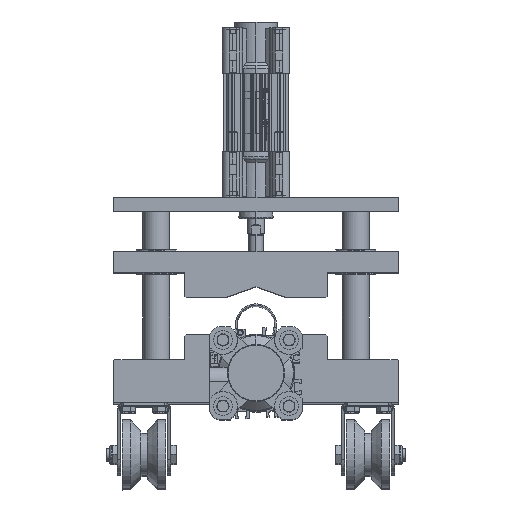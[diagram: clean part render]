
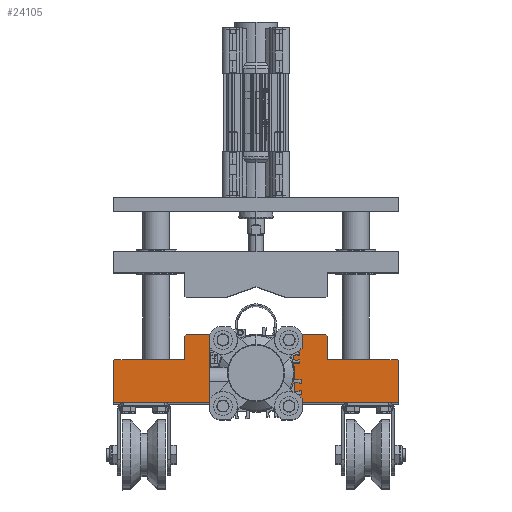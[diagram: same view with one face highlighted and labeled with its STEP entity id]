
A CAD part, top view. The second image highlights one B-rep face of the part: STEP entity #24105.
In plain terms, the highlighted face is planar.
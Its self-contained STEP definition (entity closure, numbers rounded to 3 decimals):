
#632=FACE_BOUND('',#3589,.T.);
#804=PLANE('',#26090);
#2172=FACE_OUTER_BOUND('',#3588,.T.);
#3588=EDGE_LOOP('',(#17025,#17026,#17027,#17028,#17029,#17030,#17031,#17032,
#17033,#17034,#17035,#17036,#17037,#17038,#17039));
#3589=EDGE_LOOP('',(#17040,#17041));
#5120=LINE('',#36501,#7359);
#5126=LINE('',#36512,#7365);
#5140=LINE('',#36542,#7379);
#5144=LINE('',#36548,#7383);
#5145=LINE('',#36552,#7384);
#5149=LINE('',#36558,#7388);
#5150=LINE('',#36566,#7389);
#5153=LINE('',#36570,#7392);
#5158=LINE('',#36594,#7397);
#5159=LINE('',#36597,#7398);
#5161=LINE('',#36601,#7400);
#5163=LINE('',#36605,#7402);
#5165=LINE('',#36608,#7404);
#5166=LINE('',#36611,#7405);
#5168=LINE('',#36614,#7407);
#7359=VECTOR('',#28861,10.);
#7365=VECTOR('',#28869,10.);
#7379=VECTOR('',#28887,10.);
#7383=VECTOR('',#28893,10.);
#7384=VECTOR('',#28896,10.);
#7388=VECTOR('',#28902,10.);
#7389=VECTOR('',#28909,10.);
#7392=VECTOR('',#28914,10.);
#7397=VECTOR('',#28941,10.);
#7398=VECTOR('',#28944,10.);
#7400=VECTOR('',#28948,10.);
#7402=VECTOR('',#28952,10.);
#7404=VECTOR('',#28956,10.);
#7405=VECTOR('',#28959,10.);
#7407=VECTOR('',#28963,10.);
#9568=CIRCLE('',#25970,7.188);
#9569=CIRCLE('',#25971,7.188);
#10769=VERTEX_POINT('',#36211);
#10770=VERTEX_POINT('',#36212);
#10849=VERTEX_POINT('',#36499);
#10850=VERTEX_POINT('',#36500);
#10854=VERTEX_POINT('',#36510);
#10867=VERTEX_POINT('',#36540);
#10868=VERTEX_POINT('',#36541);
#10869=VERTEX_POINT('',#36546);
#10870=VERTEX_POINT('',#36550);
#10871=VERTEX_POINT('',#36551);
#10872=VERTEX_POINT('',#36556);
#10875=VERTEX_POINT('',#36564);
#10876=VERTEX_POINT('',#36565);
#10885=VERTEX_POINT('',#36596);
#10886=VERTEX_POINT('',#36600);
#10887=VERTEX_POINT('',#36604);
#10888=VERTEX_POINT('',#36610);
#13130=EDGE_CURVE('',#10769,#10770,#9568,.T.);
#13131=EDGE_CURVE('',#10770,#10769,#9569,.T.);
#13227=EDGE_CURVE('',#10849,#10850,#5120,.T.);
#13233=EDGE_CURVE('',#10849,#10854,#5126,.T.);
#13247=EDGE_CURVE('',#10867,#10868,#5140,.T.);
#13251=EDGE_CURVE('',#10867,#10869,#5144,.T.);
#13252=EDGE_CURVE('',#10870,#10871,#5145,.T.);
#13256=EDGE_CURVE('',#10870,#10872,#5149,.T.);
#13259=EDGE_CURVE('',#10875,#10876,#5150,.T.);
#13262=EDGE_CURVE('',#10872,#10876,#5153,.T.);
#13273=EDGE_CURVE('',#10869,#10850,#5158,.T.);
#13274=EDGE_CURVE('',#10885,#10868,#5159,.T.);
#13276=EDGE_CURVE('',#10886,#10885,#5161,.T.);
#13278=EDGE_CURVE('',#10887,#10886,#5163,.T.);
#13280=EDGE_CURVE('',#10875,#10887,#5165,.T.);
#13281=EDGE_CURVE('',#10888,#10871,#5166,.T.);
#13283=EDGE_CURVE('',#10854,#10888,#5168,.T.);
#17025=ORIENTED_EDGE('',*,*,#13227,.F.);
#17026=ORIENTED_EDGE('',*,*,#13233,.T.);
#17027=ORIENTED_EDGE('',*,*,#13283,.T.);
#17028=ORIENTED_EDGE('',*,*,#13281,.T.);
#17029=ORIENTED_EDGE('',*,*,#13252,.F.);
#17030=ORIENTED_EDGE('',*,*,#13256,.T.);
#17031=ORIENTED_EDGE('',*,*,#13262,.T.);
#17032=ORIENTED_EDGE('',*,*,#13259,.F.);
#17033=ORIENTED_EDGE('',*,*,#13280,.T.);
#17034=ORIENTED_EDGE('',*,*,#13278,.T.);
#17035=ORIENTED_EDGE('',*,*,#13276,.T.);
#17036=ORIENTED_EDGE('',*,*,#13274,.T.);
#17037=ORIENTED_EDGE('',*,*,#13247,.F.);
#17038=ORIENTED_EDGE('',*,*,#13251,.T.);
#17039=ORIENTED_EDGE('',*,*,#13273,.T.);
#17040=ORIENTED_EDGE('',*,*,#13130,.T.);
#17041=ORIENTED_EDGE('',*,*,#13131,.T.);
#24105=ADVANCED_FACE('',(#2172,#632),#804,.T.);
#25970=AXIS2_PLACEMENT_3D('',#36213,#28644,#28645);
#25971=AXIS2_PLACEMENT_3D('',#36214,#28646,#28647);
#26090=AXIS2_PLACEMENT_3D('',#36615,#28964,#28965);
#28644=DIRECTION('center_axis',(0.,0.,1.));
#28645=DIRECTION('ref_axis',(-1.,0.,0.));
#28646=DIRECTION('center_axis',(0.,0.,1.));
#28647=DIRECTION('ref_axis',(-1.,0.,0.));
#28861=DIRECTION('',(-0.707,0.707,0.));
#28869=DIRECTION('',(0.,-1.,0.));
#28887=DIRECTION('',(-0.707,0.707,0.));
#28893=DIRECTION('',(0.,-1.,0.));
#28896=DIRECTION('',(-0.707,-0.707,0.));
#28902=DIRECTION('',(1.,0.,0.));
#28909=DIRECTION('',(-0.707,-0.707,0.));
#28914=DIRECTION('',(0.,1.,0.));
#28941=DIRECTION('',(1.,0.,0.));
#28944=DIRECTION('',(1.,0.,0.));
#28948=DIRECTION('',(0.924,0.383,0.));
#28952=DIRECTION('',(0.924,-0.383,0.));
#28956=DIRECTION('',(1.,0.,0.));
#28959=DIRECTION('',(0.,1.,0.));
#28963=DIRECTION('',(-1.,0.,0.));
#28964=DIRECTION('center_axis',(0.,0.,-1.));
#28965=DIRECTION('ref_axis',(-1.,0.,0.));
#36211=CARTESIAN_POINT('',(-7.188,20.,-780.));
#36212=CARTESIAN_POINT('',(7.188,20.,-780.));
#36213=CARTESIAN_POINT('Origin',(0.,20.,-780.));
#36214=CARTESIAN_POINT('Origin',(0.,20.,-780.));
#36499=CARTESIAN_POINT('',(100.,29.,-780.));
#36500=CARTESIAN_POINT('',(99.,30.,-780.));
#36501=CARTESIAN_POINT('',(76.063,52.938,-780.));
#36510=CARTESIAN_POINT('',(100.,0.,-780.));
#36512=CARTESIAN_POINT('',(100.,0.,-780.));
#36540=CARTESIAN_POINT('',(50.,46.5,-780.));
#36541=CARTESIAN_POINT('',(49.,47.5,-780.));
#36542=CARTESIAN_POINT('',(42.938,53.563,-780.));
#36546=CARTESIAN_POINT('',(50.,30.,-780.));
#36548=CARTESIAN_POINT('',(50.,30.,-780.));
#36550=CARTESIAN_POINT('',(-99.,30.,-780.));
#36551=CARTESIAN_POINT('',(-100.,29.,-780.));
#36552=CARTESIAN_POINT('',(-76.062,52.938,-780.));
#36556=CARTESIAN_POINT('',(-50.,30.,-780.));
#36558=CARTESIAN_POINT('',(-50.,30.,-780.));
#36564=CARTESIAN_POINT('',(-49.,47.5,-780.));
#36565=CARTESIAN_POINT('',(-50.,46.5,-780.));
#36566=CARTESIAN_POINT('',(-42.938,53.563,-780.));
#36570=CARTESIAN_POINT('',(-50.,47.5,-780.));
#36594=CARTESIAN_POINT('',(100.,30.,-780.));
#36596=CARTESIAN_POINT('',(18.114,47.5,-780.));
#36597=CARTESIAN_POINT('',(50.,47.5,-780.));
#36600=CARTESIAN_POINT('',(0.,40.,-780.));
#36601=CARTESIAN_POINT('',(18.114,47.5,-780.));
#36604=CARTESIAN_POINT('',(-18.114,47.5,-780.));
#36605=CARTESIAN_POINT('',(0.,40.,-780.));
#36608=CARTESIAN_POINT('',(-18.114,47.5,-780.));
#36610=CARTESIAN_POINT('',(-100.,0.,-780.));
#36611=CARTESIAN_POINT('',(-100.,30.,-780.));
#36614=CARTESIAN_POINT('',(-100.,0.,-780.));
#36615=CARTESIAN_POINT('Origin',(0.,23.75,-780.));
